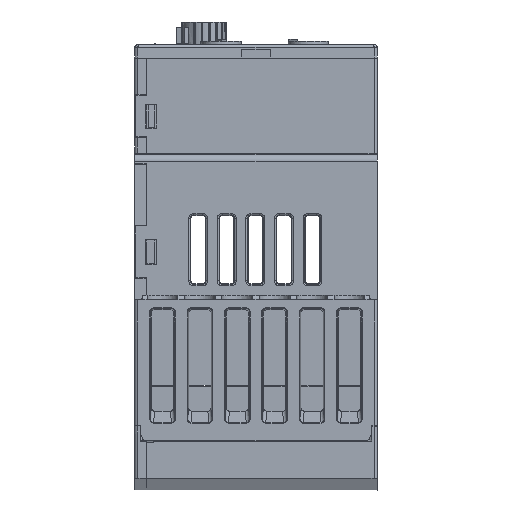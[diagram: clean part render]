
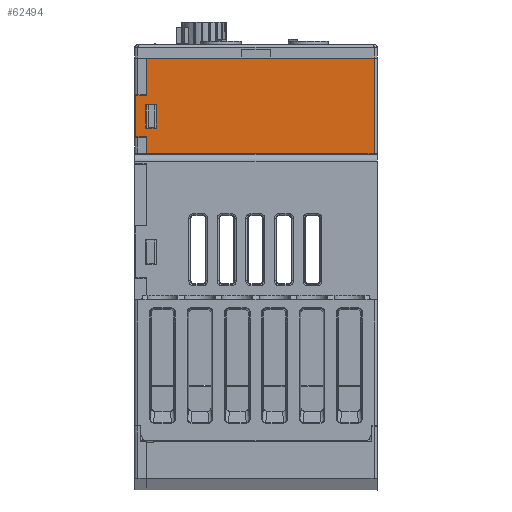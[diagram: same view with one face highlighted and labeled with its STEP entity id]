
A CAD part, left-side view. The second image highlights one B-rep face of the part: STEP entity #62494.
In plain terms, the highlighted planar face has unit normal (-1, 0, 0).
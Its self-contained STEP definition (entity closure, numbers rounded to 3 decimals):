
#7341=ORIENTED_EDGE('',*,*,#23509,.F.);
#7342=ORIENTED_EDGE('',*,*,#24543,.F.);
#7343=ORIENTED_EDGE('',*,*,#24142,.F.);
#7344=ORIENTED_EDGE('',*,*,#24836,.F.);
#7345=ORIENTED_EDGE('',*,*,#24864,.T.);
#7346=ORIENTED_EDGE('',*,*,#23532,.T.);
#7347=ORIENTED_EDGE('',*,*,#24868,.T.);
#7348=ORIENTED_EDGE('',*,*,#23508,.F.);
#7349=ORIENTED_EDGE('',*,*,#23525,.F.);
#7350=ORIENTED_EDGE('',*,*,#23526,.F.);
#7351=ORIENTED_EDGE('',*,*,#23518,.F.);
#7352=ORIENTED_EDGE('',*,*,#23528,.F.);
#23508=EDGE_CURVE('',#32922,#32920,#39033,.T.);
#23509=EDGE_CURVE('',#32923,#32922,#39034,.T.);
#23518=EDGE_CURVE('',#32929,#32930,#39043,.T.);
#23525=EDGE_CURVE('',#32936,#32934,#39050,.T.);
#23526=EDGE_CURVE('',#32930,#32936,#39051,.T.);
#23528=EDGE_CURVE('',#32934,#32929,#39053,.T.);
#23532=EDGE_CURVE('',#32939,#32938,#39057,.T.);
#24142=EDGE_CURVE('',#33352,#33349,#39430,.T.);
#24543=EDGE_CURVE('',#33349,#32923,#39791,.T.);
#24836=EDGE_CURVE('',#33786,#33352,#40057,.T.);
#24864=EDGE_CURVE('',#33786,#32939,#40085,.T.);
#24868=EDGE_CURVE('',#32938,#32920,#40089,.T.);
#32920=VERTEX_POINT('',#91529);
#32922=VERTEX_POINT('',#91533);
#32923=VERTEX_POINT('',#91537);
#32929=VERTEX_POINT('',#91555);
#32930=VERTEX_POINT('',#91556);
#32934=VERTEX_POINT('',#91565);
#32936=VERTEX_POINT('',#91569);
#32938=VERTEX_POINT('',#91581);
#32939=VERTEX_POINT('',#91583);
#33349=VERTEX_POINT('',#92794);
#33352=VERTEX_POINT('',#92799);
#33786=VERTEX_POINT('',#94241);
#39033=LINE('',#91534,#45300);
#39034=LINE('',#91536,#45301);
#39043=LINE('',#91554,#45310);
#39050=LINE('',#91570,#45317);
#39051=LINE('',#91572,#45318);
#39053=LINE('',#91575,#45320);
#39057=LINE('',#91582,#45324);
#39430=LINE('',#92800,#45697);
#39791=LINE('',#93650,#46058);
#40057=LINE('',#94242,#46324);
#40085=LINE('',#94304,#46352);
#40089=LINE('',#94310,#46356);
#45300=VECTOR('',#73841,1000.);
#45301=VECTOR('',#73844,1000.);
#45310=VECTOR('',#73859,1000.);
#45317=VECTOR('',#73868,1000.);
#45318=VECTOR('',#73871,1000.);
#45320=VECTOR('',#73875,1000.);
#45324=VECTOR('',#73881,1000.);
#45697=VECTOR('',#75076,1000.);
#46058=VECTOR('',#75793,1000.);
#46324=VECTOR('',#76369,1000.);
#46352=VECTOR('',#76457,1000.);
#46356=VECTOR('',#76465,1000.);
#52060=EDGE_LOOP('',(#7341,#7342,#7343,#7344,#7345,#7346,#7347,#7348));
#52061=EDGE_LOOP('',(#7349,#7350,#7351,#7352));
#56139=FACE_BOUND('',#52060,.T.);
#56140=FACE_BOUND('',#52061,.T.);
#59976=PLANE('',#68820);
#62494=ADVANCED_FACE('',(#56139,#56140),#59976,.F.);
#68820=AXIS2_PLACEMENT_3D('',#94319,#76476,#76477);
#73841=DIRECTION('',(0.,1.,0.));
#73844=DIRECTION('',(0.,0.,1.));
#73859=DIRECTION('',(0.,1.,0.));
#73868=DIRECTION('',(0.,-1.,0.));
#73871=DIRECTION('',(0.,0.,-1.));
#73875=DIRECTION('',(0.,0.,1.));
#73881=DIRECTION('',(0.,1.,0.));
#75076=DIRECTION('',(0.,0.,-1.));
#75793=DIRECTION('',(0.,1.,0.));
#76369=DIRECTION('',(0.,-1.,0.));
#76457=DIRECTION('',(0.,0.,-1.));
#76465=DIRECTION('',(0.,0.,-1.));
#76476=DIRECTION('',(1.,0.,0.));
#76477=DIRECTION('',(0.,0.,-1.));
#91529=CARTESIAN_POINT('',(-24.16,36.7,28.925));
#91533=CARTESIAN_POINT('',(-24.16,35.2,28.925));
#91534=CARTESIAN_POINT('',(-24.16,2.8,28.925));
#91536=CARTESIAN_POINT('',(-24.16,35.2,34.48));
#91537=CARTESIAN_POINT('',(-24.16,35.2,26.425));
#91554=CARTESIAN_POINT('',(-24.16,33.7,33.725));
#91555=CARTESIAN_POINT('',(-24.16,33.7,33.725));
#91556=CARTESIAN_POINT('',(-24.16,35.3,33.725));
#91565=CARTESIAN_POINT('',(-24.16,33.7,30.225));
#91569=CARTESIAN_POINT('',(-24.16,35.3,30.225));
#91570=CARTESIAN_POINT('',(-24.16,35.4,30.225));
#91572=CARTESIAN_POINT('',(-24.16,35.3,33.575));
#91575=CARTESIAN_POINT('',(-24.16,33.7,30.375));
#91581=CARTESIAN_POINT('',(-24.16,36.7,35.025));
#91582=CARTESIAN_POINT('',(-24.16,36.7,35.025));
#91583=CARTESIAN_POINT('',(-24.16,35.2,35.025));
#92794=CARTESIAN_POINT('',(-24.16,1.7,26.425));
#92799=CARTESIAN_POINT('',(-24.16,1.7,40.524));
#92800=CARTESIAN_POINT('',(-24.16,1.7,0.));
#93650=CARTESIAN_POINT('',(-24.16,19.3,26.425));
#94241=CARTESIAN_POINT('',(-24.16,35.2,40.524));
#94242=CARTESIAN_POINT('',(-24.16,2.8,40.524));
#94304=CARTESIAN_POINT('',(-24.16,35.2,35.438));
#94310=CARTESIAN_POINT('',(-24.16,36.7,28.975));
#94319=CARTESIAN_POINT('',(-24.16,2.8,34.48));
